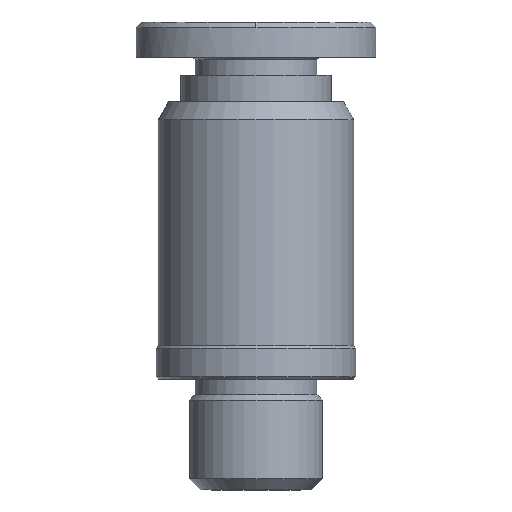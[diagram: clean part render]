
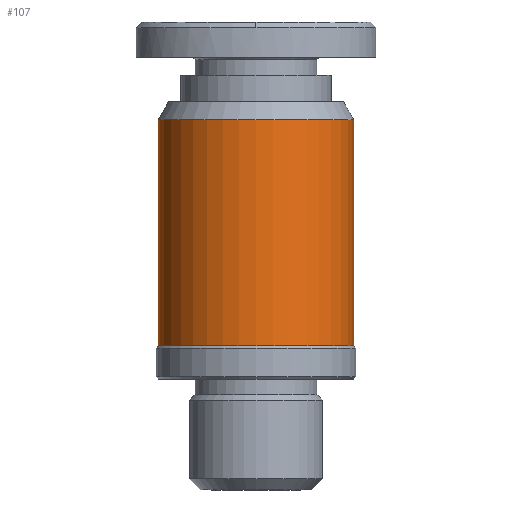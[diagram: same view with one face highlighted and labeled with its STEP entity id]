
A CAD part, left-side view. The second image highlights one B-rep face of the part: STEP entity #107.
In plain terms, the highlighted cylindrical face has radius 4.4 mm (diameter 8.8 mm), a partial arc.
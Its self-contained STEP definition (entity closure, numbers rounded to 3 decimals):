
#25 = CARTESIAN_POINT ( 'NONE',  ( -4.4, 0., 4.2 ) ) ;
#107 = ADVANCED_FACE ( 'NONE', ( #4387 ), #8517, .T. ) ;
#345 = VERTEX_POINT ( 'NONE', #7711 ) ;
#910 = DIRECTION ( 'NONE',  ( 1., 0., 0. ) ) ;
#928 = AXIS2_PLACEMENT_3D ( 'NONE', #10128, #2402, #9386 ) ;
#1224 = ORIENTED_EDGE ( 'NONE', *, *, #5974, .T. ) ;
#1230 = AXIS2_PLACEMENT_3D ( 'NONE', #6403, #8587, #910 ) ;
#2264 = DIRECTION ( 'NONE',  ( 0., 0., 1. ) ) ;
#2402 = DIRECTION ( 'NONE',  ( 0., 0., 1. ) ) ;
#2591 = AXIS2_PLACEMENT_3D ( 'NONE', #13758, #13896, #11545 ) ;
#3170 = EDGE_CURVE ( 'NONE', #345, #10817, #10626, .T. ) ;
#3257 = ORIENTED_EDGE ( 'NONE', *, *, #6144, .T. ) ;
#3358 = VECTOR ( 'NONE', #2264, 1000. ) ;
#3711 = ORIENTED_EDGE ( 'NONE', *, *, #5134, .T. ) ;
#4248 = CARTESIAN_POINT ( 'NONE',  ( 4.4, 0., 4.2 ) ) ;
#4387 = FACE_OUTER_BOUND ( 'NONE', #5261, .T. ) ;
#5134 = EDGE_CURVE ( 'NONE', #12526, #10817, #7072, .T. ) ;
#5261 = EDGE_LOOP ( 'NONE', ( #3257, #1224, #3711, #8141 ) ) ;
#5635 = CARTESIAN_POINT ( 'NONE',  ( -4.4, 0., 9.35 ) ) ;
#5774 = VECTOR ( 'NONE', #9769, 1000. ) ;
#5974 = EDGE_CURVE ( 'NONE', #12795, #12526, #13070, .T. ) ;
#6144 = EDGE_CURVE ( 'NONE', #345, #12795, #7874, .T. ) ;
#6403 = CARTESIAN_POINT ( 'NONE',  ( 0., 0., 4.2 ) ) ;
#7072 = CIRCLE ( 'NONE', #2591, 4.4 ) ;
#7401 = CARTESIAN_POINT ( 'NONE',  ( -4.4, 0., -0.85 ) ) ;
#7711 = CARTESIAN_POINT ( 'NONE',  ( 4.4, 0., -0.85 ) ) ;
#7874 = CIRCLE ( 'NONE', #928, 4.4 ) ;
#8141 = ORIENTED_EDGE ( 'NONE', *, *, #3170, .F. ) ;
#8517 = CYLINDRICAL_SURFACE ( 'NONE', #1230, 4.4 ) ;
#8587 = DIRECTION ( 'NONE',  ( 0., 0., 1. ) ) ;
#9287 = CARTESIAN_POINT ( 'NONE',  ( 4.4, 0., 9.35 ) ) ;
#9386 = DIRECTION ( 'NONE',  ( 1., 0., 0. ) ) ;
#9769 = DIRECTION ( 'NONE',  ( 0., 0., 1. ) ) ;
#10128 = CARTESIAN_POINT ( 'NONE',  ( 0., 0., -0.85 ) ) ;
#10626 = LINE ( 'NONE', #4248, #5774 ) ;
#10817 = VERTEX_POINT ( 'NONE', #9287 ) ;
#11545 = DIRECTION ( 'NONE',  ( 1., 0., 0. ) ) ;
#12526 = VERTEX_POINT ( 'NONE', #5635 ) ;
#12795 = VERTEX_POINT ( 'NONE', #7401 ) ;
#13070 = LINE ( 'NONE', #25, #3358 ) ;
#13758 = CARTESIAN_POINT ( 'NONE',  ( 0., 0., 9.35 ) ) ;
#13896 = DIRECTION ( 'NONE',  ( 0., 0., -1. ) ) ;
